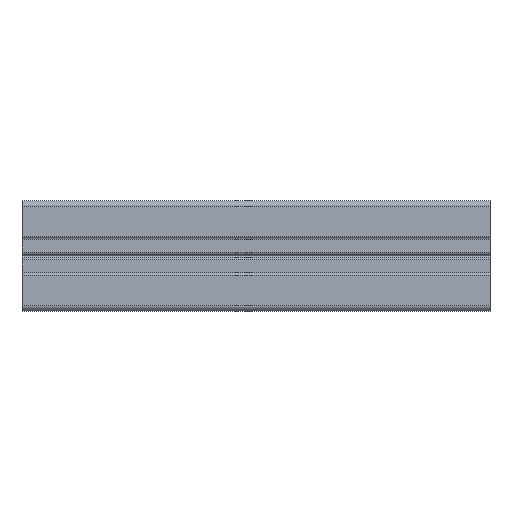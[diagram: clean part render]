
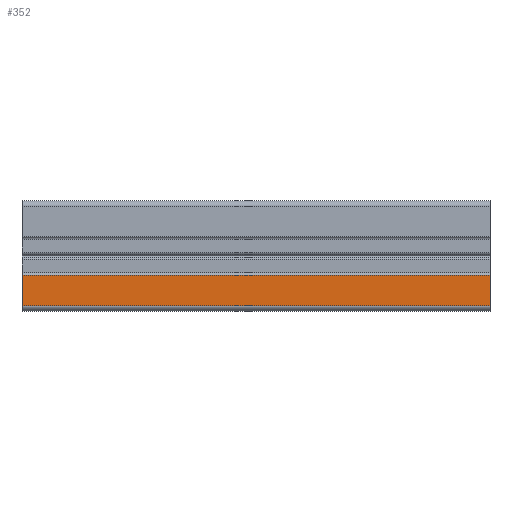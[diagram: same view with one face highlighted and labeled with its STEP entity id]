
A CAD part, left-side view. The second image highlights one B-rep face of the part: STEP entity #352.
In plain terms, the highlighted planar face has unit normal (-1, 0, 0).
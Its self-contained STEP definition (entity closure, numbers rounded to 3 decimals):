
#62 = EDGE_LOOP ( 'NONE', ( #995, #2354, #2399, #2884 ) ) ;
#125 = EDGE_CURVE ( 'NONE', #522, #1025, #2930, .T. ) ;
#132 = CARTESIAN_POINT ( 'NONE',  ( 0., 85., -19. ) ) ;
#190 = VERTEX_POINT ( 'NONE', #132 ) ;
#198 = DIRECTION ( 'NONE',  ( -1., 0., 0. ) ) ;
#352 = ADVANCED_FACE ( 'NONE', ( #3433 ), #2513, .T. ) ;
#488 = VECTOR ( 'NONE', #3528, 1000. ) ;
#522 = VERTEX_POINT ( 'NONE', #2304 ) ;
#671 = CARTESIAN_POINT ( 'NONE',  ( 0., 0., 0. ) ) ;
#729 = EDGE_CURVE ( 'NONE', #190, #1025, #1888, .T. ) ;
#995 = ORIENTED_EDGE ( 'NONE', *, *, #3786, .T. ) ;
#996 = CARTESIAN_POINT ( 'NONE',  ( 0., 85., -13.5 ) ) ;
#1025 = VERTEX_POINT ( 'NONE', #1169 ) ;
#1169 = CARTESIAN_POINT ( 'NONE',  ( 0., 0., -19. ) ) ;
#1227 = VECTOR ( 'NONE', #3845, 1000. ) ;
#1603 = CARTESIAN_POINT ( 'NONE',  ( 0., 85., 0. ) ) ;
#1689 = VERTEX_POINT ( 'NONE', #996 ) ;
#1711 = DIRECTION ( 'NONE',  ( 0., -1., 0. ) ) ;
#1888 = LINE ( 'NONE', #2568, #488 ) ;
#2304 = CARTESIAN_POINT ( 'NONE',  ( 0., 0., -13.5 ) ) ;
#2354 = ORIENTED_EDGE ( 'NONE', *, *, #729, .T. ) ;
#2399 = ORIENTED_EDGE ( 'NONE', *, *, #125, .F. ) ;
#2513 = PLANE ( 'NONE',  #2922 ) ;
#2568 = CARTESIAN_POINT ( 'NONE',  ( 0., 85., -19. ) ) ;
#2666 = DIRECTION ( 'NONE',  ( 0., 0., 1. ) ) ;
#2739 = LINE ( 'NONE', #3934, #3810 ) ;
#2761 = CARTESIAN_POINT ( 'NONE',  ( 0., 85., 0. ) ) ;
#2884 = ORIENTED_EDGE ( 'NONE', *, *, #3060, .F. ) ;
#2922 = AXIS2_PLACEMENT_3D ( 'NONE', #2761, #198, #2666 ) ;
#2930 = LINE ( 'NONE', #671, #3667 ) ;
#3060 = EDGE_CURVE ( 'NONE', #1689, #522, #2739, .T. ) ;
#3153 = LINE ( 'NONE', #1603, #1227 ) ;
#3433 = FACE_OUTER_BOUND ( 'NONE', #62, .T. ) ;
#3528 = DIRECTION ( 'NONE',  ( 0., -1., 0. ) ) ;
#3667 = VECTOR ( 'NONE', #3839, 1000. ) ;
#3786 = EDGE_CURVE ( 'NONE', #1689, #190, #3153, .T. ) ;
#3810 = VECTOR ( 'NONE', #1711, 1000. ) ;
#3839 = DIRECTION ( 'NONE',  ( 0., 0., -1. ) ) ;
#3845 = DIRECTION ( 'NONE',  ( 0., 0., -1. ) ) ;
#3934 = CARTESIAN_POINT ( 'NONE',  ( 0., 85., -13.5 ) ) ;
